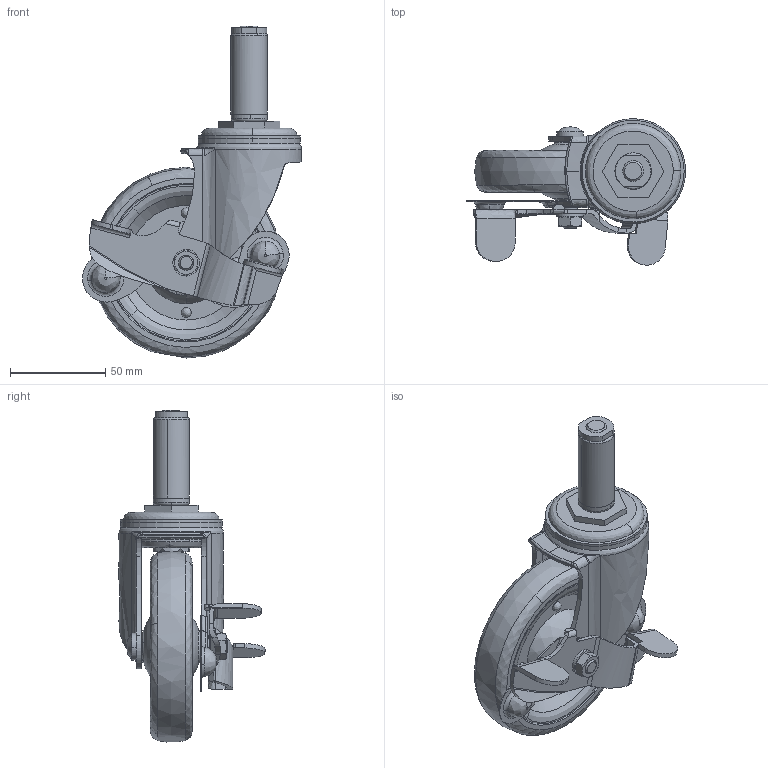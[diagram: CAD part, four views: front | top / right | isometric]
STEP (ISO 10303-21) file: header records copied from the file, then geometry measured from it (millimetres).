
FILE_DESCRIPTION((''),'2;1');
FILE_NAME('','2005-12-15T16:33:28',(''),(''),'','CADfix','');
FILE_SCHEMA(('AUTOMOTIVE_DESIGN'));
Length unit declared in the file: millimetre
Products named in the file (7): wheel; plate; main shaft; lever; body; axle; No_207S_d19_21800_36
Assembly tree (6 placements, depth 2):
  No_207S_d19_21800_36
    wheel
    plate
    main shaft
    lever
    body
    axle
Bounding box: 114.7 x 76.54 x 173.9 mm (x, y, z)
Volume: 207729.4 mm3; surface area: 68127.1 mm2
Topology: 6 solids, 6 shells, 378 faces, 1120 edges, 787 vertices
Faces by surface type: bspline 378
Entity records: 17133 total; most frequent: CARTESIAN_POINT 11001, ORIENTED_EDGE 2240, EDGE_CURVE 1120, VERTEX_POINT 787, EDGE_LOOP 423, FACE_OUTER_BOUND 378, ADVANCED_FACE 378, QUASI_UNIFORM_CURVE 296
